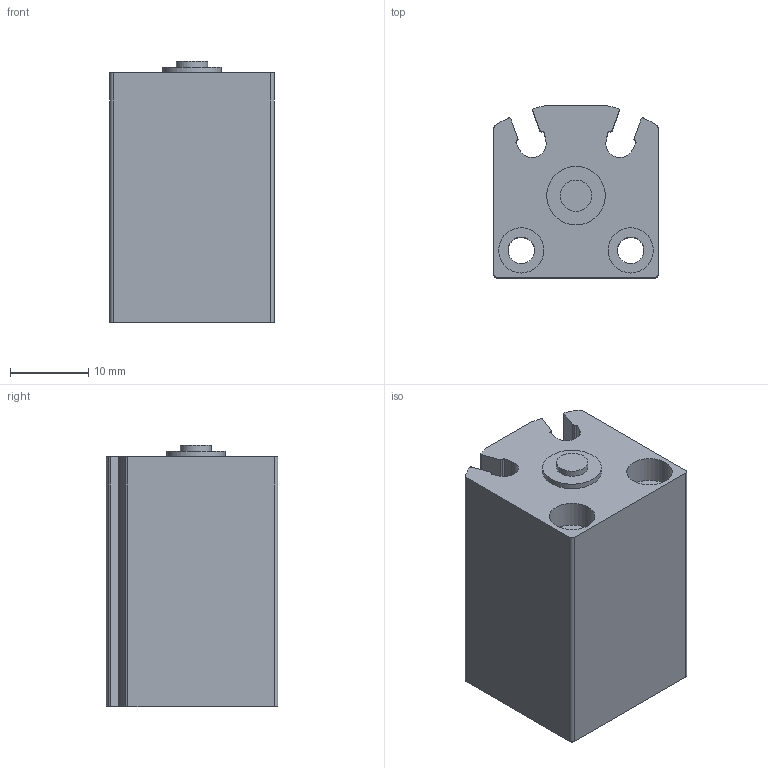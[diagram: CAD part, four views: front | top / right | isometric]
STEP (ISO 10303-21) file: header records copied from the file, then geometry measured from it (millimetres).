
FILE_DESCRIPTION(/* description */ ('STEP AP214'),/* implementation_level */ '2;1');
FILE_NAME(/* name */ '526906_ADVC-10-10-P-A',/* time_stamp */ '2024-08-01T20:14:04+02:00',/* author */ ('License CC BY-ND 4.0'),/* organization */ ('CADENAS'),/* preprocessor_version */ 'ST-DEVELOPER v19.3',/* originating_system */ 'PARTsolutions',/* authorisation */ ' ');
FILE_SCHEMA (('AUTOMOTIVE_DESIGN {1 0 10303 214 3 1 1}'));
Length unit declared in the file: millimetre
Products named in the file (3): 526906 ADVC-10-10-P-A---(asm_0); 526906 ADVC-10-10-P-A---(ZR); 526906 ADVC-10-10-P-A---(K)
Assembly tree (2 placements, depth 2):
  526906 ADVC-10-10-P-A---(asm_0)
    526906 ADVC-10-10-P-A---(ZR)
    526906 ADVC-10-10-P-A---(K)
Bounding box: 21 x 22 x 33.5 mm (x, y, z)
Volume: 11696.6 mm3; surface area: 5985.7 mm2
Topology: 2 solids, 2 shells, 59 faces, 140 edges, 93 vertices
Faces by surface type: cylinder 33, plane 24, cone 2
Full cylindrical faces by diameter (mm): 3.4 x2, 4 x2, 4.134 x2, 5.8 x2, 7.5 x1, 10 x2
Entity records: 1743 total; most frequent: DIRECTION 318, CARTESIAN_POINT 280, ORIENTED_EDGE 252, AXIS2_PLACEMENT_3D 130, EDGE_CURVE 126, VERTEX_POINT 92, EDGE_LOOP 84, FACE_BOUND 84
